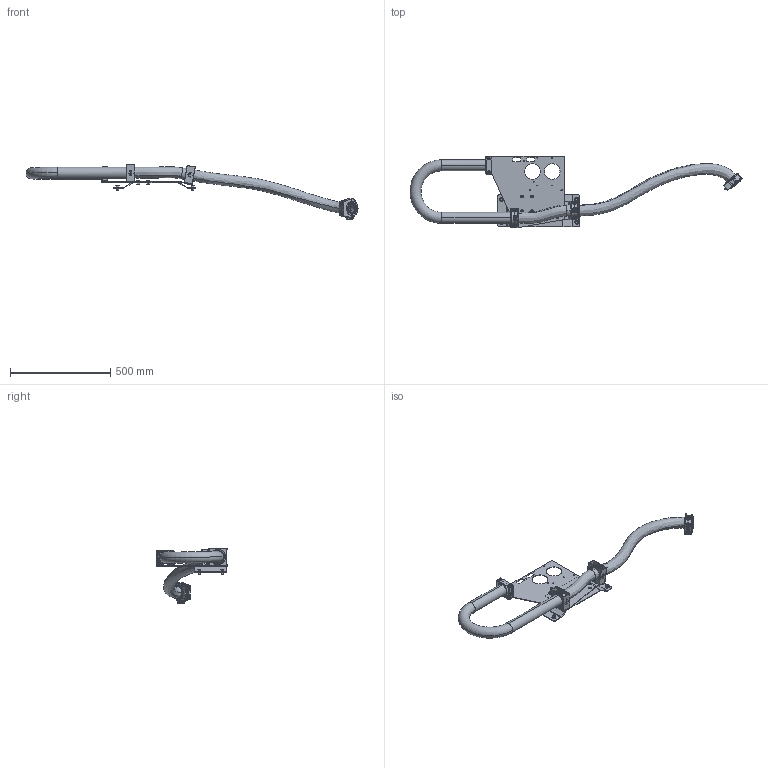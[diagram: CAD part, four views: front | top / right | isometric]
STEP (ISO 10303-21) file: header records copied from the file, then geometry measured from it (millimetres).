
FILE_DESCRIPTION (( 'STEP AP203' ), '1' );
FILE_NAME ('P2314-1.STEP', '2021-03-01T08:31:21', ( '' ), ( '' ), 'SwSTEP 2.0', 'SolidWorks 2019', '' );
FILE_SCHEMA (( 'CONFIG_CONTROL_DESIGN' ));
Length unit declared in the file: millimetre
Products named in the file (1): P2314-1
Bounding box: 1656.45 x 355 x 274 mm (x, y, z)
Volume: 2449553.7 mm3; surface area: 1291585.7 mm2
Topology: 40 solids, 40 shells, 2654 faces, 6685 edges, 4104 vertices
Faces by surface type: plane 854, cylinder 789, bspline 612, cone 159, torus 140, sphere 100
Entity records: 116987 total; most frequent: CARTESIAN_POINT 57683, ORIENTED_EDGE 13078, DIRECTION 11141, EDGE_CURVE 6539, AXIS2_PLACEMENT_3D 4140, VERTEX_POINT 4092, EDGE_LOOP 2933, VECTOR 2861
